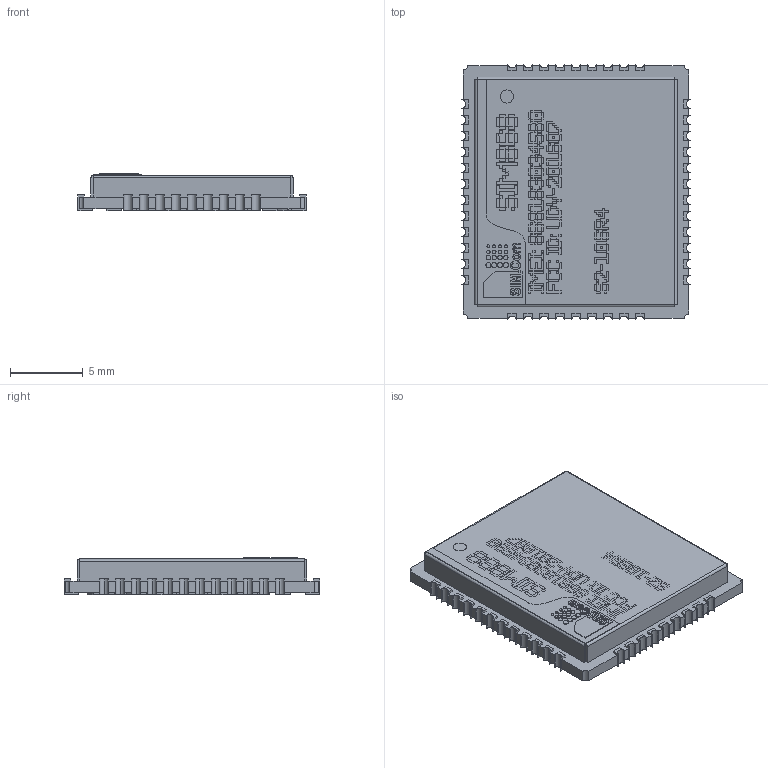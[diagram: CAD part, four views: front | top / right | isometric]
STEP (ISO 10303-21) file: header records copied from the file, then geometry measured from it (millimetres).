
FILE_DESCRIPTION (( 'STEP AP214' ), '1' );
FILE_NAME ('SIM868.STEP', '2023-09-14T10:50:00', ( '' ), ( '' ), 'SwSTEP 2.0', 'SolidWorks 2016', '' );
FILE_SCHEMA (( 'AUTOMOTIVE_DESIGN' ));
Length unit declared in the file: millimetre
Products named in the file (1): SIM868
Bounding box: 15.7 x 17.6 x 2.6 mm (x, y, z)
Volume: 561.8 mm3; surface area: 758.7 mm2
Topology: 1 solids, 1 shells, 903 faces, 2855 edges, 2211 vertices
Faces by surface type: plane 762, cylinder 98, bspline 43
Entity records: 40482 total; most frequent: CARTESIAN_POINT 8573, ORIENTED_EDGE 5710, DIRECTION 4687, EDGE_CURVE 2855, VECTOR 2573, LINE 2573, VERTEX_POINT 2211, EDGE_LOOP 1160
